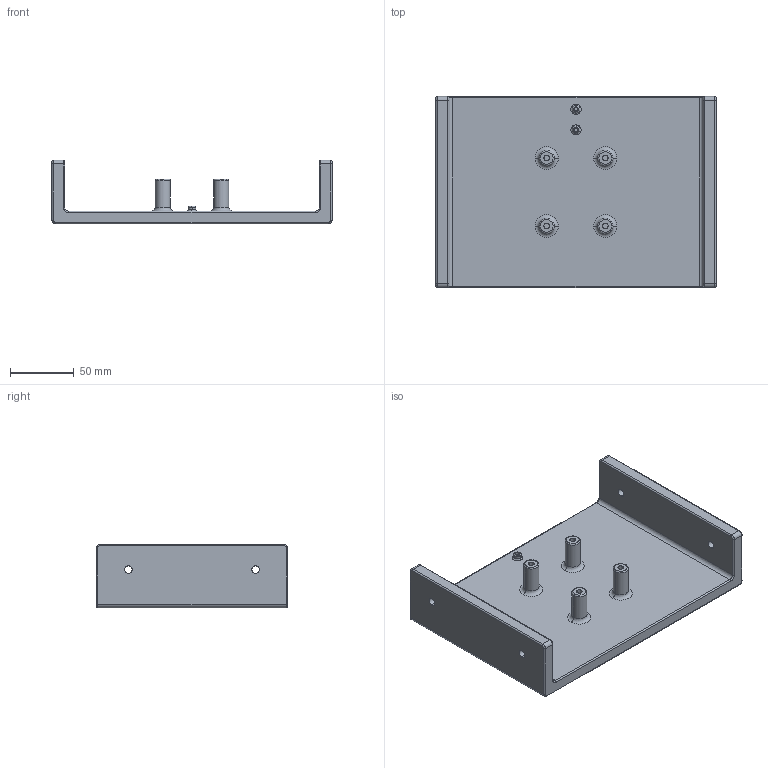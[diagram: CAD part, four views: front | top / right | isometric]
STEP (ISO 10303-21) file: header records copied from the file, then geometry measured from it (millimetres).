
FILE_DESCRIPTION((''),'2;1');
FILE_NAME('CARTERFIXATIONHAT','2025-12-12T14:05:28',('coren'),(''),'CREO PARAMETRIC BY PTC INC, 2022164','CREO PARAMETRIC BY PTC INC, 2022164','');
FILE_SCHEMA(('CONFIG_CONTROL_DESIGN'));
Length unit declared in the file: millimetre
Products named in the file (1): CARTERFIXATIONHAT
Bounding box: 220 x 150 x 50 mm (x, y, z)
Volume: 459901 mm3; surface area: 101906.6 mm2
Topology: 1 solids, 1 shells, 118 faces, 256 edges, 152 vertices
Faces by surface type: cylinder 56, torus 40, plane 22
Entity records: 3302 total; most frequent: DIRECTION 668, CARTESIAN_POINT 526, ORIENTED_EDGE 512, AXIS2_PLACEMENT_3D 294, EDGE_CURVE 256, CIRCLE 176, VERTEX_POINT 152, EDGE_LOOP 138
